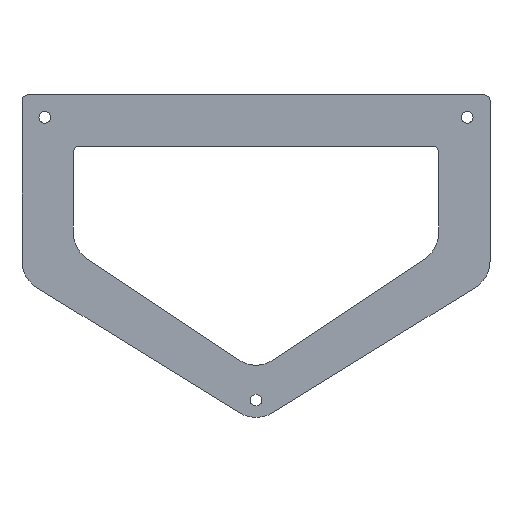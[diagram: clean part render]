
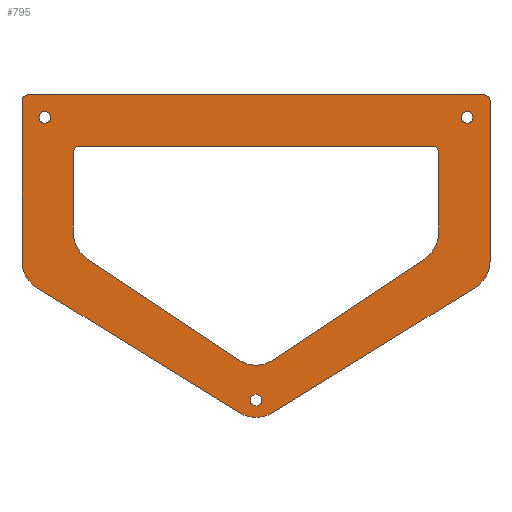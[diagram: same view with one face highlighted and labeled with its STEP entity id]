
A CAD part, top view. The second image highlights one B-rep face of the part: STEP entity #795.
In plain terms, the highlighted planar face has unit normal (0, 0, 1).
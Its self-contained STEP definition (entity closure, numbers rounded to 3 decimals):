
#24 = VERTEX_POINT('',#25);
#25 = CARTESIAN_POINT('',(-5.252,3.241,0.397));
#31 = EDGE_CURVE('',#24,#32,#34,.T.);
#32 = VERTEX_POINT('',#33);
#33 = CARTESIAN_POINT('',(5.252,3.241,0.397));
#34 = CIRCLE('',#35,10.);
#35 = AXIS2_PLACEMENT_3D('',#36,#37,#38);
#36 = CARTESIAN_POINT('',(0.,11.751,0.397));
#37 = DIRECTION('',(0.,0.,1.));
#38 = DIRECTION('',(1.,0.,0.));
#64 = EDGE_CURVE('',#32,#65,#67,.T.);
#65 = VERTEX_POINT('',#66);
#66 = CARTESIAN_POINT('',(70.252,43.357,0.397));
#67 = LINE('',#68,#69);
#68 = CARTESIAN_POINT('',(5.252,3.241,0.397));
#69 = VECTOR('',#70,1.);
#70 = DIRECTION('',(0.851,0.525,0.));
#95 = EDGE_CURVE('',#65,#96,#98,.T.);
#96 = VERTEX_POINT('',#97);
#97 = CARTESIAN_POINT('',(75.,51.867,0.397));
#98 = CIRCLE('',#99,10.);
#99 = AXIS2_PLACEMENT_3D('',#100,#101,#102);
#100 = CARTESIAN_POINT('',(65.,51.867,0.397));
#101 = DIRECTION('',(0.,0.,1.));
#102 = DIRECTION('',(1.,0.,0.));
#130 = VERTEX_POINT('',#131);
#131 = CARTESIAN_POINT('',(75.,103.2,0.397));
#137 = EDGE_CURVE('',#130,#96,#138,.T.);
#138 = LINE('',#139,#140);
#139 = CARTESIAN_POINT('',(75.,103.2,0.397));
#140 = VECTOR('',#141,1.);
#141 = DIRECTION('',(0.,-1.,0.));
#159 = EDGE_CURVE('',#130,#160,#162,.T.);
#160 = VERTEX_POINT('',#161);
#161 = CARTESIAN_POINT('',(73.,105.2,0.397));
#162 = CIRCLE('',#163,2.);
#163 = AXIS2_PLACEMENT_3D('',#164,#165,#166);
#164 = CARTESIAN_POINT('',(73.,103.2,0.397));
#165 = DIRECTION('',(0.,0.,1.));
#166 = DIRECTION('',(1.,0.,0.));
#194 = VERTEX_POINT('',#195);
#195 = CARTESIAN_POINT('',(-73.,105.2,0.397));
#201 = EDGE_CURVE('',#194,#160,#202,.T.);
#202 = LINE('',#203,#204);
#203 = CARTESIAN_POINT('',(-73.,105.2,0.397));
#204 = VECTOR('',#205,1.);
#205 = DIRECTION('',(1.,0.,0.));
#223 = EDGE_CURVE('',#194,#224,#226,.T.);
#224 = VERTEX_POINT('',#225);
#225 = CARTESIAN_POINT('',(-75.,103.2,0.397));
#226 = CIRCLE('',#227,2.);
#227 = AXIS2_PLACEMENT_3D('',#228,#229,#230);
#228 = CARTESIAN_POINT('',(-73.,103.2,0.397));
#229 = DIRECTION('',(0.,0.,1.));
#230 = DIRECTION('',(1.,0.,0.));
#258 = VERTEX_POINT('',#259);
#259 = CARTESIAN_POINT('',(-75.,51.867,0.397));
#265 = EDGE_CURVE('',#258,#224,#266,.T.);
#266 = LINE('',#267,#268);
#267 = CARTESIAN_POINT('',(-75.,51.867,0.397));
#268 = VECTOR('',#269,1.);
#269 = DIRECTION('',(0.,1.,0.));
#287 = EDGE_CURVE('',#258,#288,#290,.T.);
#288 = VERTEX_POINT('',#289);
#289 = CARTESIAN_POINT('',(-70.252,43.357,0.397));
#290 = CIRCLE('',#291,10.);
#291 = AXIS2_PLACEMENT_3D('',#292,#293,#294);
#292 = CARTESIAN_POINT('',(-65.,51.867,0.397));
#293 = DIRECTION('',(0.,0.,1.));
#294 = DIRECTION('',(1.,0.,0.));
#320 = EDGE_CURVE('',#24,#288,#321,.T.);
#321 = LINE('',#322,#323);
#322 = CARTESIAN_POINT('',(-5.252,3.241,0.397));
#323 = VECTOR('',#324,1.);
#324 = DIRECTION('',(-0.851,0.525,0.));
#344 = VERTEX_POINT('',#345);
#345 = CARTESIAN_POINT('',(-56.5,88.7,0.397));
#351 = EDGE_CURVE('',#344,#352,#354,.T.);
#352 = VERTEX_POINT('',#353);
#353 = CARTESIAN_POINT('',(-58.5,86.7,0.397));
#354 = CIRCLE('',#355,2.);
#355 = AXIS2_PLACEMENT_3D('',#356,#357,#358);
#356 = CARTESIAN_POINT('',(-56.5,86.7,0.397));
#357 = DIRECTION('',(0.,0.,1.));
#358 = DIRECTION('',(1.,0.,0.));
#384 = EDGE_CURVE('',#344,#385,#387,.T.);
#385 = VERTEX_POINT('',#386);
#386 = CARTESIAN_POINT('',(56.5,88.7,0.397));
#387 = LINE('',#388,#389);
#388 = CARTESIAN_POINT('',(-56.5,88.7,0.397));
#389 = VECTOR('',#390,1.);
#390 = DIRECTION('',(1.,0.,0.));
#417 = VERTEX_POINT('',#418);
#418 = CARTESIAN_POINT('',(58.5,86.7,0.397));
#424 = EDGE_CURVE('',#417,#385,#425,.T.);
#425 = CIRCLE('',#426,2.);
#426 = AXIS2_PLACEMENT_3D('',#427,#428,#429);
#427 = CARTESIAN_POINT('',(56.5,86.7,0.397));
#428 = DIRECTION('',(0.,0.,1.));
#429 = DIRECTION('',(1.,0.,0.));
#448 = EDGE_CURVE('',#417,#449,#451,.T.);
#449 = VERTEX_POINT('',#450);
#450 = CARTESIAN_POINT('',(58.5,60.846,0.397));
#451 = LINE('',#452,#453);
#452 = CARTESIAN_POINT('',(58.5,86.7,0.397));
#453 = VECTOR('',#454,1.);
#454 = DIRECTION('',(0.,-1.,0.));
#481 = VERTEX_POINT('',#482);
#482 = CARTESIAN_POINT('',(54.046,52.525,0.397));
#488 = EDGE_CURVE('',#481,#449,#489,.T.);
#489 = CIRCLE('',#490,10.);
#490 = AXIS2_PLACEMENT_3D('',#491,#492,#493);
#491 = CARTESIAN_POINT('',(48.5,60.846,0.397));
#492 = DIRECTION('',(0.,0.,1.));
#493 = DIRECTION('',(1.,0.,0.));
#514 = VERTEX_POINT('',#515);
#515 = CARTESIAN_POINT('',(5.546,20.197,0.397));
#521 = EDGE_CURVE('',#514,#481,#522,.T.);
#522 = LINE('',#523,#524);
#523 = CARTESIAN_POINT('',(5.546,20.197,0.397));
#524 = VECTOR('',#525,1.);
#525 = DIRECTION('',(0.832,0.555,0.));
#545 = VERTEX_POINT('',#546);
#546 = CARTESIAN_POINT('',(-5.546,20.197,0.397));
#552 = EDGE_CURVE('',#545,#514,#553,.T.);
#553 = CIRCLE('',#554,10.);
#554 = AXIS2_PLACEMENT_3D('',#555,#556,#557);
#555 = CARTESIAN_POINT('',(0.,28.518,0.397));
#556 = DIRECTION('',(0.,0.,1.));
#557 = DIRECTION('',(1.,0.,0.));
#576 = EDGE_CURVE('',#545,#577,#579,.T.);
#577 = VERTEX_POINT('',#578);
#578 = CARTESIAN_POINT('',(-54.046,52.525,0.397));
#579 = LINE('',#580,#581);
#580 = CARTESIAN_POINT('',(-5.546,20.197,0.397));
#581 = VECTOR('',#582,1.);
#582 = DIRECTION('',(-0.832,0.555,0.));
#609 = VERTEX_POINT('',#610);
#610 = CARTESIAN_POINT('',(-58.5,60.846,0.397));
#616 = EDGE_CURVE('',#609,#577,#617,.T.);
#617 = CIRCLE('',#618,10.);
#618 = AXIS2_PLACEMENT_3D('',#619,#620,#621);
#619 = CARTESIAN_POINT('',(-48.5,60.846,0.397));
#620 = DIRECTION('',(0.,0.,1.));
#621 = DIRECTION('',(1.,0.,0.));
#640 = EDGE_CURVE('',#352,#609,#641,.T.);
#641 = LINE('',#642,#643);
#642 = CARTESIAN_POINT('',(-58.5,86.7,0.397));
#643 = VECTOR('',#644,1.);
#644 = DIRECTION('',(0.,-1.,0.));
#664 = VERTEX_POINT('',#665);
#665 = CARTESIAN_POINT('',(69.567,97.9,0.397));
#671 = EDGE_CURVE('',#664,#664,#672,.T.);
#672 = CIRCLE('',#673,1.867);
#673 = AXIS2_PLACEMENT_3D('',#674,#675,#676);
#674 = CARTESIAN_POINT('',(67.7,97.9,0.397));
#675 = DIRECTION('',(0.,0.,1.));
#676 = DIRECTION('',(1.,0.,0.));
#697 = VERTEX_POINT('',#698);
#698 = CARTESIAN_POINT('',(-65.833,97.9,0.397));
#704 = EDGE_CURVE('',#697,#697,#705,.T.);
#705 = CIRCLE('',#706,1.867);
#706 = AXIS2_PLACEMENT_3D('',#707,#708,#709);
#707 = CARTESIAN_POINT('',(-67.7,97.9,0.397));
#708 = DIRECTION('',(0.,0.,1.));
#709 = DIRECTION('',(1.,0.,0.));
#730 = VERTEX_POINT('',#731);
#731 = CARTESIAN_POINT('',(1.867,7.3,0.397));
#737 = EDGE_CURVE('',#730,#730,#738,.T.);
#738 = CIRCLE('',#739,1.867);
#739 = AXIS2_PLACEMENT_3D('',#740,#741,#742);
#740 = CARTESIAN_POINT('',(0.,7.3,0.397));
#741 = DIRECTION('',(0.,0.,1.));
#742 = DIRECTION('',(1.,0.,0.));
#795 = ADVANCED_FACE('',(#796,#808,#820,#823,#826),#829,.T.);
#796 = FACE_BOUND('',#797,.T.);
#797 = EDGE_LOOP('',(#798,#799,#800,#801,#802,#803,#804,#805,#806,#807)
  );
#798 = ORIENTED_EDGE('',*,*,#31,.T.);
#799 = ORIENTED_EDGE('',*,*,#64,.T.);
#800 = ORIENTED_EDGE('',*,*,#95,.T.);
#801 = ORIENTED_EDGE('',*,*,#137,.F.);
#802 = ORIENTED_EDGE('',*,*,#159,.T.);
#803 = ORIENTED_EDGE('',*,*,#201,.F.);
#804 = ORIENTED_EDGE('',*,*,#223,.T.);
#805 = ORIENTED_EDGE('',*,*,#265,.F.);
#806 = ORIENTED_EDGE('',*,*,#287,.T.);
#807 = ORIENTED_EDGE('',*,*,#320,.F.);
#808 = FACE_BOUND('',#809,.T.);
#809 = EDGE_LOOP('',(#810,#811,#812,#813,#814,#815,#816,#817,#818,#819)
  );
#810 = ORIENTED_EDGE('',*,*,#351,.F.);
#811 = ORIENTED_EDGE('',*,*,#384,.T.);
#812 = ORIENTED_EDGE('',*,*,#424,.F.);
#813 = ORIENTED_EDGE('',*,*,#448,.T.);
#814 = ORIENTED_EDGE('',*,*,#488,.F.);
#815 = ORIENTED_EDGE('',*,*,#521,.F.);
#816 = ORIENTED_EDGE('',*,*,#552,.F.);
#817 = ORIENTED_EDGE('',*,*,#576,.T.);
#818 = ORIENTED_EDGE('',*,*,#616,.F.);
#819 = ORIENTED_EDGE('',*,*,#640,.F.);
#820 = FACE_BOUND('',#821,.F.);
#821 = EDGE_LOOP('',(#822));
#822 = ORIENTED_EDGE('',*,*,#671,.T.);
#823 = FACE_BOUND('',#824,.F.);
#824 = EDGE_LOOP('',(#825));
#825 = ORIENTED_EDGE('',*,*,#704,.T.);
#826 = FACE_BOUND('',#827,.F.);
#827 = EDGE_LOOP('',(#828));
#828 = ORIENTED_EDGE('',*,*,#737,.T.);
#829 = PLANE('',#830);
#830 = AXIS2_PLACEMENT_3D('',#831,#832,#833);
#831 = CARTESIAN_POINT('',(0.,64.1,0.397));
#832 = DIRECTION('',(0.,0.,1.));
#833 = DIRECTION('',(1.,0.,0.));
